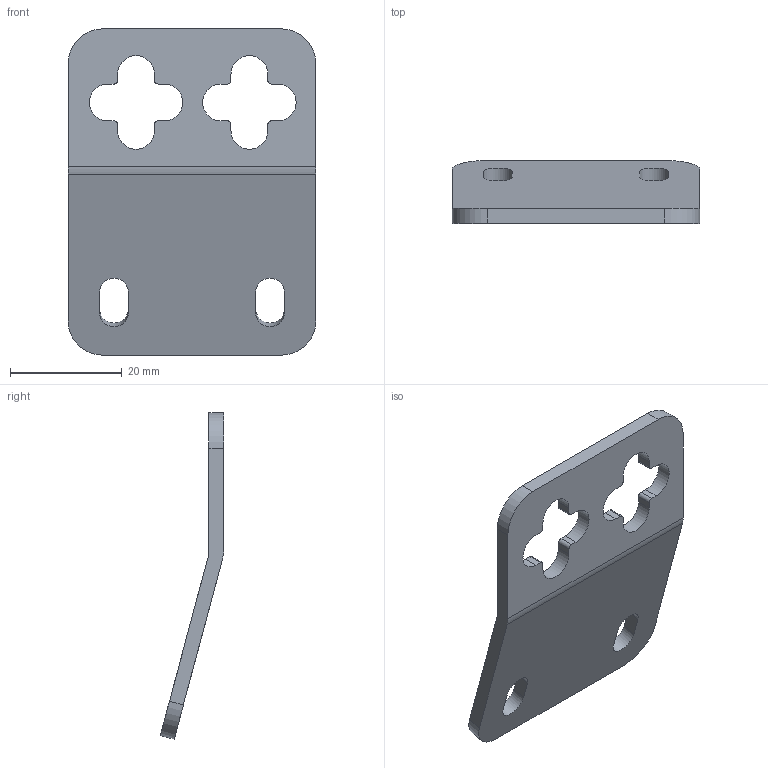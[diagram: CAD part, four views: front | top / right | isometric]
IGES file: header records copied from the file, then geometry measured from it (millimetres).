
Start section:  PTC IGES file: 141781.igs
Global section: file name: 141781.igs; native system: Pro/ENGINEER by Parametric Technology Corporation; preprocessor: 2006170; author: banengservice; organization: Unknown; date: 20080811.091820; units: inch
Bounding box: 44.45 x 11.36 x 58.52 mm (x, y, z)
Volume: 5745.7 mm3; surface area: 5334.5 mm2
Topology: 1 solids, 1 shells, 53 faces, 153 edges, 102 vertices
Faces by surface type: bspline 28, revolution 25
